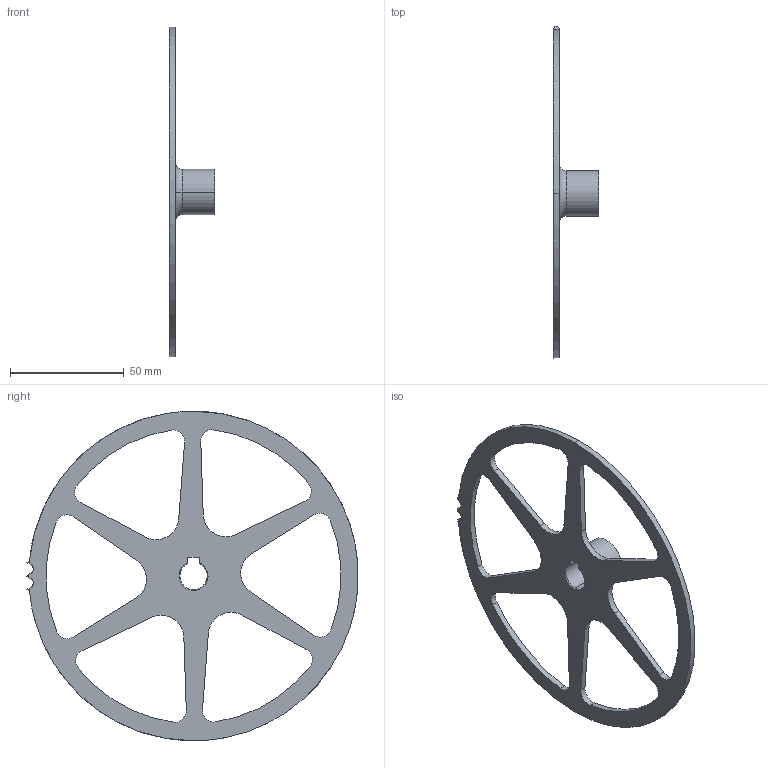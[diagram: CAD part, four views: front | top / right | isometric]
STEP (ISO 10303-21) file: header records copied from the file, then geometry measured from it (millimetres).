
FILE_DESCRIPTION(('CATIA V5 STEP Exchange'),'2;1');
FILE_NAME('COURONNE CHAINE.stp','2021-01-01T09:57:13+00:00',('none'),('none'),'CATIA Version 5 Release 20 GA (IN-10)','CATIA V5 STEP AP203','none');
FILE_SCHEMA(('CONFIG_CONTROL_DESIGN'));
Length unit declared in the file: millimetre
Products named in the file (1): _HPC - PCS6-76 (S)
Bounding box: 20 x 146.25 x 145.19 mm (x, y, z)
Volume: 21730.6 mm3; surface area: 19552.4 mm2
Topology: 1 solids, 1 shells, 69 faces, 198 edges, 132 vertices
Faces by surface type: cylinder 33, plane 24, cone 10, torus 2
Entity records: 2453 total; most frequent: CARTESIAN_POINT 643, ORIENTED_EDGE 396, DIRECTION 300, EDGE_CURVE 198, AXIS2_PLACEMENT_3D 140, VERTEX_POINT 132, VECTOR 94, LINE 94
